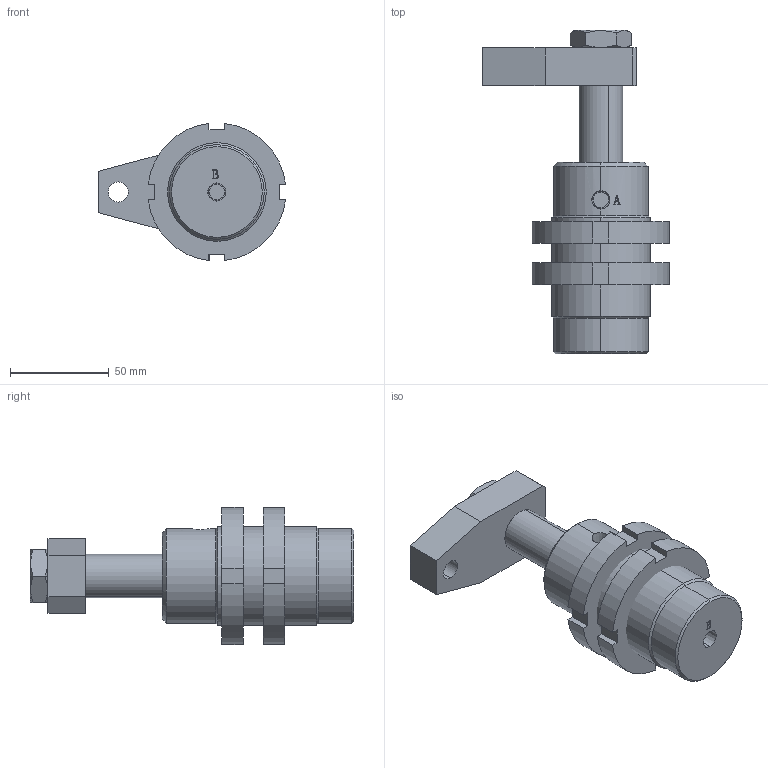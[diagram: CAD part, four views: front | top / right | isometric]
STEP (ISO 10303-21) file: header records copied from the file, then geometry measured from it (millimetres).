
FILE_DESCRIPTION (( 'STEP AP203' ), '1' );
FILE_NAME ('HNFT-32B.STEP', '2019-10-19T07:13:05', ( '微软用户' ), ( '微软中国' ), 'SwSTEP 2.0', 'SolidWorks 2012', '' );
FILE_SCHEMA (( 'CONFIG_CONTROL_DESIGN' ));
Length unit declared in the file: millimetre
Products named in the file (6): 32B-S活塞杆; 32A蹟譫; HNFT-32A掛极; hex thin nuts grades ab gb_GB_FASTENER_NUT_STNABTT  B M18X1.5-N; HNFT-32B; 32等旋
Assembly tree (6 placements, depth 2):
  HNFT-32B
    HNFT-32A掛极
    32B-S活塞杆
    32A蹟譫  x2
    32等旋
    hex thin nuts grades ab gb_GB_FASTENER_NUT_STNABTT  B M18X1.5-N
Bounding box: 94.77 x 164 x 69.54 mm (x, y, z)
Volume: 293126.2 mm3; surface area: 55100.5 mm2
Topology: 6 solids, 6 shells, 178 faces, 434 edges, 280 vertices
Faces by surface type: plane 94, cylinder 38, cone 28, bspline 16, torus 2
Entity records: 6278 total; most frequent: CARTESIAN_POINT 1997, ORIENTED_EDGE 760, DIRECTION 726, EDGE_CURVE 380, AXIS2_PLACEMENT_3D 259, VERTEX_POINT 244, LINE 208, VECTOR 208
